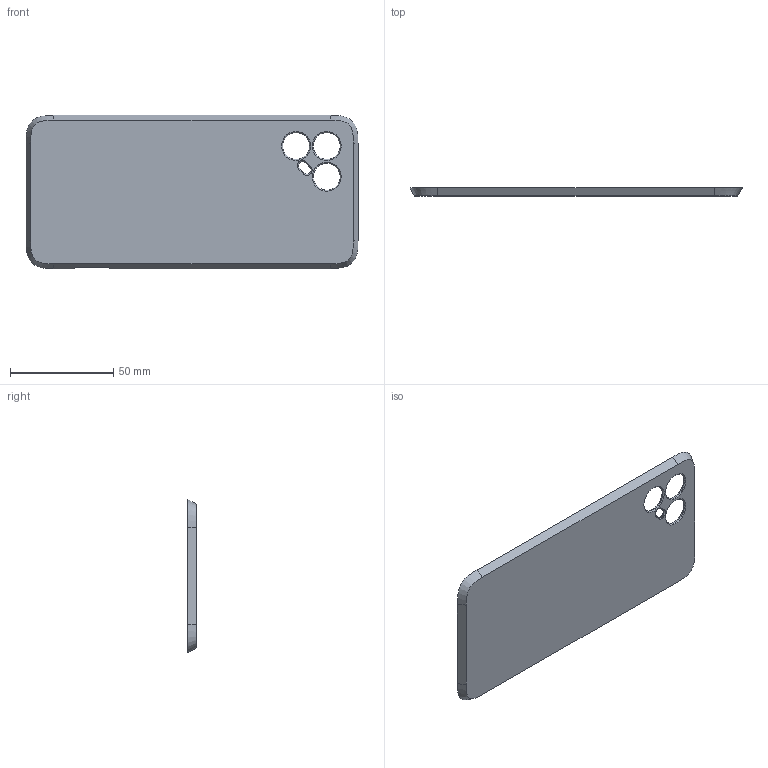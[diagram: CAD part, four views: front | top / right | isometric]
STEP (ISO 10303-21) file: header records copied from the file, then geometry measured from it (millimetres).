
FILE_DESCRIPTION((''),'2;1');
FILE_NAME('REARCOVER_PRINT_FLAT','2023-08-26T19:00:24',('andre'),(''),'CREO PARAMETRIC BY PTC INC, 2022073','CREO PARAMETRIC BY PTC INC, 2022073','');
FILE_SCHEMA(('CONFIG_CONTROL_DESIGN'));
Length unit declared in the file: millimetre
Products named in the file (1): REARCOVER_PRINT_FLAT
Bounding box: 160.5 x 3.9 x 74 mm (x, y, z)
Volume: 21016.6 mm3; surface area: 24423 mm2
Topology: 1 solids, 1 shells, 147 faces, 370 edges, 240 vertices
Faces by surface type: plane 108, cone 16, cylinder 15, bspline 8
Entity records: 4918 total; most frequent: CARTESIAN_POINT 1359, ORIENTED_EDGE 740, DIRECTION 670, EDGE_CURVE 370, VECTOR 308, LINE 308, VERTEX_POINT 240, AXIS2_PLACEMENT_3D 181
